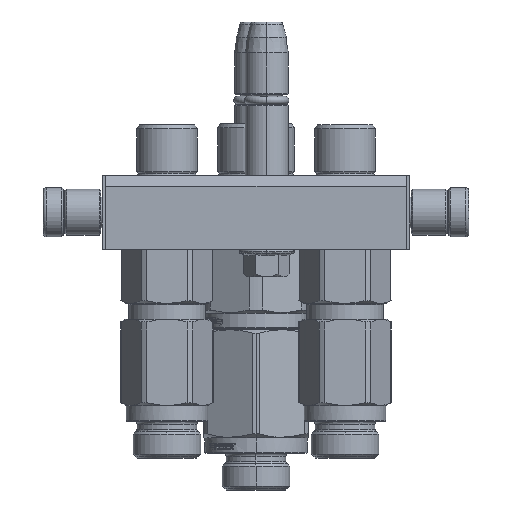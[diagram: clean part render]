
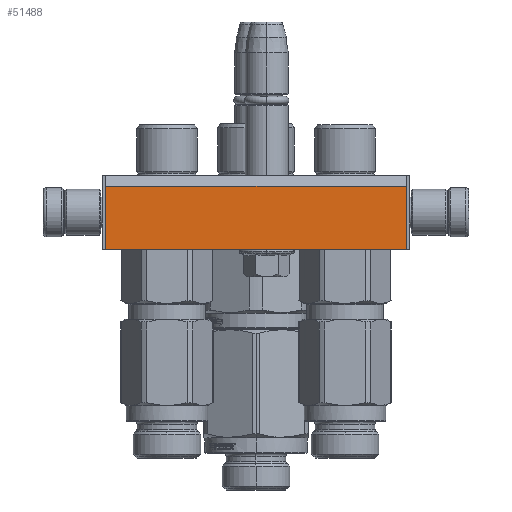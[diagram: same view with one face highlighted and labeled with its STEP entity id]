
A CAD part, left-side view. The second image highlights one B-rep face of the part: STEP entity #51488.
In plain terms, the highlighted face is planar.
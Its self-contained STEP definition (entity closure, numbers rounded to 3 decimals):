
#144 = LINE ( 'NONE', #44581, #5411 ) ;
#752 = ORIENTED_EDGE ( 'NONE', *, *, #23189, .F. ) ;
#1416 = CARTESIAN_POINT ( 'NONE',  ( -20., 24., 24. ) ) ;
#2139 = FACE_OUTER_BOUND ( 'NONE', #6369, .T. ) ;
#4688 = ORIENTED_EDGE ( 'NONE', *, *, #18737, .F. ) ;
#5411 = VECTOR ( 'NONE', #40391, 1000. ) ;
#6015 = LINE ( 'NONE', #12292, #19827 ) ;
#6369 = EDGE_LOOP ( 'NONE', ( #4688, #752, #22238, #49086 ) ) ;
#8455 = DIRECTION ( 'NONE',  ( 1., 0., 0. ) ) ;
#12292 = CARTESIAN_POINT ( 'NONE',  ( -20., 24., 24. ) ) ;
#13826 = AXIS2_PLACEMENT_3D ( 'NONE', #30505, #25930, #21799 ) ;
#13909 = PLANE ( 'NONE',  #13826 ) ;
#13993 = VECTOR ( 'NONE', #15823, 1000. ) ;
#14605 = LINE ( 'NONE', #27659, #13993 ) ;
#15823 = DIRECTION ( 'NONE',  ( 1., 0., 0. ) ) ;
#16126 = DIRECTION ( 'NONE',  ( 0., 1., 0. ) ) ;
#18737 = EDGE_CURVE ( 'NONE', #41311, #49156, #6015, .T. ) ;
#19827 = VECTOR ( 'NONE', #8455, 1000. ) ;
#20314 = VERTEX_POINT ( 'NONE', #32202 ) ;
#21799 = DIRECTION ( 'NONE',  ( 1., 0., 0. ) ) ;
#22238 = ORIENTED_EDGE ( 'NONE', *, *, #45388, .T. ) ;
#23189 = EDGE_CURVE ( 'NONE', #20314, #41311, #144, .T. ) ;
#23582 = VECTOR ( 'NONE', #16126, 1000. ) ;
#25930 = DIRECTION ( 'NONE',  ( 0., 0., 1. ) ) ;
#27659 = CARTESIAN_POINT ( 'NONE',  ( -20., 3.464, 24. ) ) ;
#28679 = VERTEX_POINT ( 'NONE', #29185 ) ;
#29185 = CARTESIAN_POINT ( 'NONE',  ( 78., 3.464, 24. ) ) ;
#29716 = EDGE_CURVE ( 'NONE', #28679, #49156, #30118, .T. ) ;
#30118 = LINE ( 'NONE', #36730, #23582 ) ;
#30505 = CARTESIAN_POINT ( 'NONE',  ( -21., 0., 24. ) ) ;
#32202 = CARTESIAN_POINT ( 'NONE',  ( -20., 3.464, 24. ) ) ;
#36730 = CARTESIAN_POINT ( 'NONE',  ( 78., 3.464, 24. ) ) ;
#40391 = DIRECTION ( 'NONE',  ( 0., 1., 0. ) ) ;
#41311 = VERTEX_POINT ( 'NONE', #1416 ) ;
#44460 = CARTESIAN_POINT ( 'NONE',  ( 78., 24., 24. ) ) ;
#44581 = CARTESIAN_POINT ( 'NONE',  ( -20., 3.464, 24. ) ) ;
#45388 = EDGE_CURVE ( 'NONE', #20314, #28679, #14605, .T. ) ;
#49086 = ORIENTED_EDGE ( 'NONE', *, *, #29716, .T. ) ;
#49156 = VERTEX_POINT ( 'NONE', #44460 ) ;
#51488 = ADVANCED_FACE ( 'NONE', ( #2139 ), #13909, .T. ) ;
